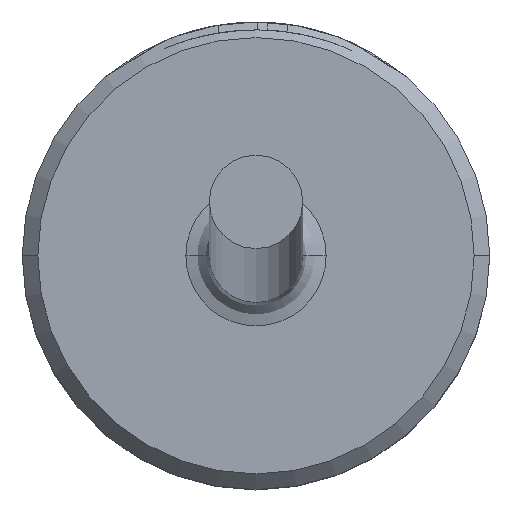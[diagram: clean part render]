
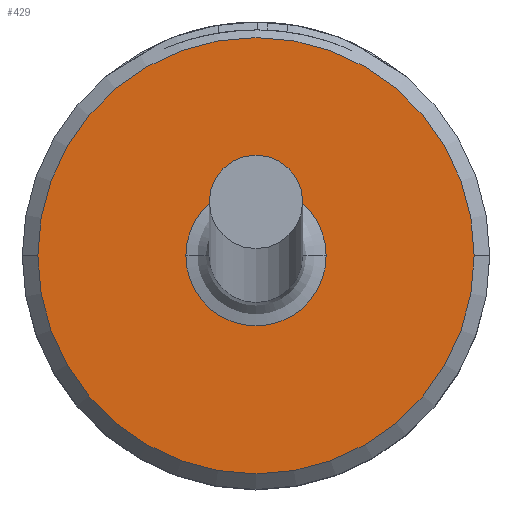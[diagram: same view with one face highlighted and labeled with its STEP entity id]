
A CAD part, top view. The second image highlights one B-rep face of the part: STEP entity #429.
In plain terms, the highlighted planar face has unit normal (0, 0, 1).
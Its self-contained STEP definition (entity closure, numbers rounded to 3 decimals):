
#13 = CARTESIAN_POINT ( 'NONE',  ( 0., 0., 4. ) ) ;
#22 = VERTEX_POINT ( 'NONE', #191 ) ;
#35 = CARTESIAN_POINT ( 'NONE',  ( 2.8, 0., 4. ) ) ;
#57 = DIRECTION ( 'NONE',  ( -1., 0., 0. ) ) ;
#80 = VERTEX_POINT ( 'NONE', #85 ) ;
#81 = CIRCLE ( 'NONE', #789, 2.8 ) ;
#85 = CARTESIAN_POINT ( 'NONE',  ( -2.8, 0., 4. ) ) ;
#86 = AXIS2_PLACEMENT_3D ( 'NONE', #981, #438, #1059 ) ;
#95 = CIRCLE ( 'NONE', #86, 0.9 ) ;
#108 = PLANE ( 'NONE',  #655 ) ;
#165 = DIRECTION ( 'NONE',  ( 0., 0., 1. ) ) ;
#174 = ORIENTED_EDGE ( 'NONE', *, *, #871, .T. ) ;
#191 = CARTESIAN_POINT ( 'NONE',  ( -0.9, 0., 4. ) ) ;
#208 = DIRECTION ( 'NONE',  ( 0., 0., 1. ) ) ;
#219 = EDGE_CURVE ( 'NONE', #80, #490, #878, .T. ) ;
#281 = ORIENTED_EDGE ( 'NONE', *, *, #219, .T. ) ;
#290 = EDGE_LOOP ( 'NONE', ( #281, #174 ) ) ;
#300 = CARTESIAN_POINT ( 'NONE',  ( 0.9, 0., 4. ) ) ;
#392 = DIRECTION ( 'NONE',  ( 1., 0., 0. ) ) ;
#403 = ORIENTED_EDGE ( 'NONE', *, *, #563, .T. ) ;
#429 = ADVANCED_FACE ( 'NONE', ( #704, #936 ), #108, .T. ) ;
#438 = DIRECTION ( 'NONE',  ( 0., 0., -1. ) ) ;
#477 = DIRECTION ( 'NONE',  ( 0., 0., 1. ) ) ;
#488 = CARTESIAN_POINT ( 'NONE',  ( 0., 0., 4. ) ) ;
#490 = VERTEX_POINT ( 'NONE', #35 ) ;
#533 = EDGE_CURVE ( 'NONE', #22, #653, #854, .T. ) ;
#563 = EDGE_CURVE ( 'NONE', #653, #22, #95, .T. ) ;
#609 = DIRECTION ( 'NONE',  ( 0., 0., -1. ) ) ;
#653 = VERTEX_POINT ( 'NONE', #300 ) ;
#655 = AXIS2_PLACEMENT_3D ( 'NONE', #13, #208, #847 ) ;
#704 = FACE_OUTER_BOUND ( 'NONE', #290, .T. ) ;
#707 = CARTESIAN_POINT ( 'NONE',  ( 0., 0., 4. ) ) ;
#788 = ORIENTED_EDGE ( 'NONE', *, *, #533, .T. ) ;
#789 = AXIS2_PLACEMENT_3D ( 'NONE', #707, #165, #800 ) ;
#800 = DIRECTION ( 'NONE',  ( 1., 0., 0. ) ) ;
#840 = AXIS2_PLACEMENT_3D ( 'NONE', #1131, #609, #57 ) ;
#847 = DIRECTION ( 'NONE',  ( 1., 0., 0. ) ) ;
#854 = CIRCLE ( 'NONE', #840, 0.9 ) ;
#857 = EDGE_LOOP ( 'NONE', ( #788, #403 ) ) ;
#871 = EDGE_CURVE ( 'NONE', #490, #80, #81, .T. ) ;
#878 = CIRCLE ( 'NONE', #1152, 2.8 ) ;
#936 = FACE_BOUND ( 'NONE', #857, .T. ) ;
#981 = CARTESIAN_POINT ( 'NONE',  ( 0., 0., 4. ) ) ;
#1059 = DIRECTION ( 'NONE',  ( -1., 0., 0. ) ) ;
#1131 = CARTESIAN_POINT ( 'NONE',  ( 0., 0., 4. ) ) ;
#1152 = AXIS2_PLACEMENT_3D ( 'NONE', #488, #477, #392 ) ;
